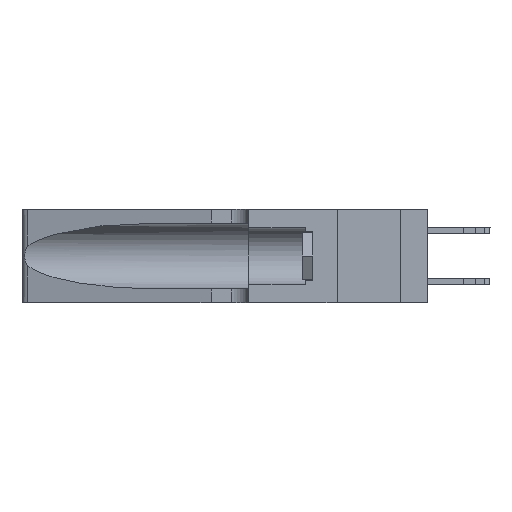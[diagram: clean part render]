
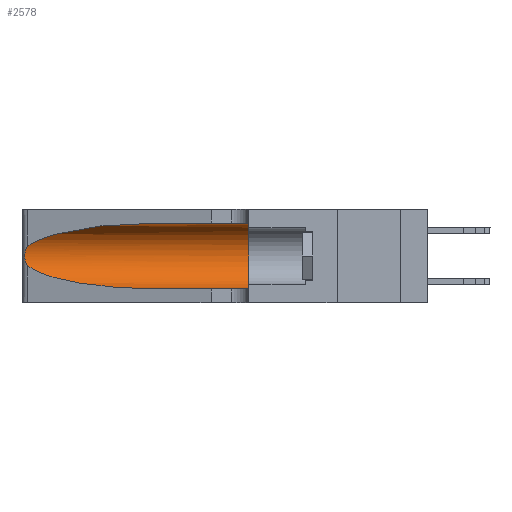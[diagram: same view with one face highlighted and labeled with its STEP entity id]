
A CAD part, left-side view. The second image highlights one B-rep face of the part: STEP entity #2578.
In plain terms, the highlighted cylindrical face has radius 3.308 mm (diameter 6.617 mm), a partial arc.
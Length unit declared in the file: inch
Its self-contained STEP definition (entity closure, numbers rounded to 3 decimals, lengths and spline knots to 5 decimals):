
#186 = CARTESIAN_POINT ( 'NONE',  ( 0.26017, 1.23833, 0.17102 ) ) ;
#428 = DIRECTION ( 'NONE',  ( 0., 0., -1. ) ) ;
#669 = CARTESIAN_POINT ( 'NONE',  ( 0.1305, 1.61858, 0.31525 ) ) ;
#1896 = CARTESIAN_POINT ( 'NONE',  ( 0.25639, 1.23184, 0.21858 ) ) ;
#2578 = ADVANCED_FACE ( 'NONE', ( #4747 ), #23168, .F. ) ;
#2609 = CARTESIAN_POINT ( 'NONE',  ( 0.25487, 1.22718, 0.22369 ) ) ;
#2789 = CARTESIAN_POINT ( 'NONE',  ( 0.1305, 0.72297, 0.31525 ) ) ;
#2872 = CARTESIAN_POINT ( 'NONE',  ( 0.2373, 1.15595, 0.28018 ) ) ;
#2937 = B_SPLINE_CURVE_WITH_KNOTS ( 'NONE', 3,
 ( #10037, #3995, #1896, #12100, #26554, #16816, #10574, #12561, #186, #8318, #20962, #20700, #22762, #12465 ),
 .UNSPECIFIED., .F., .F.,
 ( 4, 2, 2, 2, 2, 2, 4 ),
 ( 0., 0.00027, 0.00053, 0.00107, 0.0016, 0.00187, 0.00214 ),
 .UNSPECIFIED. ) ;
#3195 = CARTESIAN_POINT ( 'NONE',  ( 0.1305, 1.61858, 0.05475 ) ) ;
#3306 = CARTESIAN_POINT ( 'NONE',  ( 0.1305, 0.35, 0.31525 ) ) ;
#3545 = CIRCLE ( 'NONE', #16355, 0.13025 ) ;
#3995 = CARTESIAN_POINT ( 'NONE',  ( 0.25555, 1.22994, 0.2215 ) ) ;
#4035 = CARTESIAN_POINT ( 'NONE',  ( 0.18966, 0.96281, 0.05475 ) ) ;
#4444 =( BOUNDED_CURVE ( )  B_SPLINE_CURVE ( 3, ( #26688, #14346, #4035, #6613 ),
 .UNSPECIFIED., .F., .F. ) 
 B_SPLINE_CURVE_WITH_KNOTS ( ( 4, 4 ),
 ( 3.44316, 4.71239 ),
 .UNSPECIFIED. ) 
 CURVE ( )  GEOMETRIC_REPRESENTATION_ITEM ( )  RATIONAL_B_SPLINE_CURVE ( ( 1., 0.87, 0.87, 1. ) ) 
 REPRESENTATION_ITEM ( '' )  );
#4747 = FACE_OUTER_BOUND ( 'NONE', #12844, .T. ) ;
#5143 = EDGE_CURVE ( 'NONE', #12097, #9409, #20464, .T. ) ;
#6300 = DIRECTION ( 'NONE',  ( 0., 1., 0. ) ) ;
#6613 = CARTESIAN_POINT ( 'NONE',  ( 0.1305, 0.72297, 0.05475 ) ) ;
#6918 =( BOUNDED_CURVE ( )  B_SPLINE_CURVE ( 3, ( #2789, #11098, #2872, #17357 ),
 .UNSPECIFIED., .F., .T. ) 
 B_SPLINE_CURVE_WITH_KNOTS ( ( 4, 4 ),
 ( 1.5708, 2.84003 ),
 .UNSPECIFIED. ) 
 CURVE ( )  GEOMETRIC_REPRESENTATION_ITEM ( )  RATIONAL_B_SPLINE_CURVE ( ( 1., 0.87, 0.87, 1. ) ) 
 REPRESENTATION_ITEM ( '' )  );
#7364 = DIRECTION ( 'NONE',  ( 0., -1., 0. ) ) ;
#7809 = EDGE_CURVE ( 'NONE', #12097, #20052, #6918, .T. ) ;
#7965 = AXIS2_PLACEMENT_3D ( 'NONE', #15154, #8998, #428 ) ;
#8057 = EDGE_CURVE ( 'NONE', #9409, #12695, #3545, .T. ) ;
#8318 = CARTESIAN_POINT ( 'NONE',  ( 0.25856, 1.23593, 0.16098 ) ) ;
#8998 = DIRECTION ( 'NONE',  ( 0., -1., 0. ) ) ;
#9409 = VERTEX_POINT ( 'NONE', #3306 ) ;
#9699 = VECTOR ( 'NONE', #7364, 39.37008 ) ;
#10037 = CARTESIAN_POINT ( 'NONE',  ( 0.25487, 1.22718, 0.22369 ) ) ;
#10101 = EDGE_CURVE ( 'NONE', #23655, #14027, #4444, .T. ) ;
#10574 = CARTESIAN_POINT ( 'NONE',  ( 0.26075, 1.23896, 0.19203 ) ) ;
#11098 = CARTESIAN_POINT ( 'NONE',  ( 0.18966, 0.96281, 0.31525 ) ) ;
#11281 = ORIENTED_EDGE ( 'NONE', *, *, #13990, .T. ) ;
#11517 = ORIENTED_EDGE ( 'NONE', *, *, #18930, .T. ) ;
#12078 = ORIENTED_EDGE ( 'NONE', *, *, #5143, .F. ) ;
#12097 = VERTEX_POINT ( 'NONE', #13245 ) ;
#12100 = CARTESIAN_POINT ( 'NONE',  ( 0.25787, 1.23484, 0.2124 ) ) ;
#12465 = CARTESIAN_POINT ( 'NONE',  ( 0.25487, 1.22718, 0.14631 ) ) ;
#12537 = CARTESIAN_POINT ( 'NONE',  ( 0.25487, 1.22718, 0.14631 ) ) ;
#12561 = CARTESIAN_POINT ( 'NONE',  ( 0.26075, 1.23896, 0.178 ) ) ;
#12695 = VERTEX_POINT ( 'NONE', #19762 ) ;
#12844 = EDGE_LOOP ( 'NONE', ( #24958, #11281, #15739, #11517, #22015, #12078 ) ) ;
#13154 = DIRECTION ( 'NONE',  ( 0., 0., 1. ) ) ;
#13245 = CARTESIAN_POINT ( 'NONE',  ( 0.1305, 0.72297, 0.31525 ) ) ;
#13990 = EDGE_CURVE ( 'NONE', #20052, #23655, #2937, .T. ) ;
#14027 = VERTEX_POINT ( 'NONE', #17506 ) ;
#14346 = CARTESIAN_POINT ( 'NONE',  ( 0.2373, 1.15595, 0.08982 ) ) ;
#14978 = CARTESIAN_POINT ( 'NONE',  ( 0.1305, 0.35, 0.185 ) ) ;
#15154 = CARTESIAN_POINT ( 'NONE',  ( 0.1305, 1.61858, 0.185 ) ) ;
#15739 = ORIENTED_EDGE ( 'NONE', *, *, #10101, .T. ) ;
#16355 = AXIS2_PLACEMENT_3D ( 'NONE', #14978, #6300, #13154 ) ;
#16816 = CARTESIAN_POINT ( 'NONE',  ( 0.26018, 1.23835, 0.19895 ) ) ;
#17357 = CARTESIAN_POINT ( 'NONE',  ( 0.25487, 1.22718, 0.22369 ) ) ;
#17506 = CARTESIAN_POINT ( 'NONE',  ( 0.1305, 0.72297, 0.05475 ) ) ;
#18930 = EDGE_CURVE ( 'NONE', #14027, #12695, #19098, .T. ) ;
#19098 = LINE ( 'NONE', #3195, #9699 ) ;
#19396 = DIRECTION ( 'NONE',  ( 0., -1., 0. ) ) ;
#19762 = CARTESIAN_POINT ( 'NONE',  ( 0.1305, 0.35, 0.05475 ) ) ;
#20052 = VERTEX_POINT ( 'NONE', #2609 ) ;
#20464 = LINE ( 'NONE', #669, #26592 ) ;
#20700 = CARTESIAN_POINT ( 'NONE',  ( 0.25639, 1.23186, 0.15144 ) ) ;
#20962 = CARTESIAN_POINT ( 'NONE',  ( 0.25789, 1.23486, 0.15765 ) ) ;
#22015 = ORIENTED_EDGE ( 'NONE', *, *, #8057, .F. ) ;
#22762 = CARTESIAN_POINT ( 'NONE',  ( 0.25555, 1.22993, 0.14849 ) ) ;
#23168 = CYLINDRICAL_SURFACE ( 'NONE', #7965, 0.13025 ) ;
#23655 = VERTEX_POINT ( 'NONE', #12537 ) ;
#24958 = ORIENTED_EDGE ( 'NONE', *, *, #7809, .T. ) ;
#26554 = CARTESIAN_POINT ( 'NONE',  ( 0.25854, 1.2359, 0.20912 ) ) ;
#26592 = VECTOR ( 'NONE', #19396, 39.37008 ) ;
#26688 = CARTESIAN_POINT ( 'NONE',  ( 0.25487, 1.22718, 0.14631 ) ) ;
